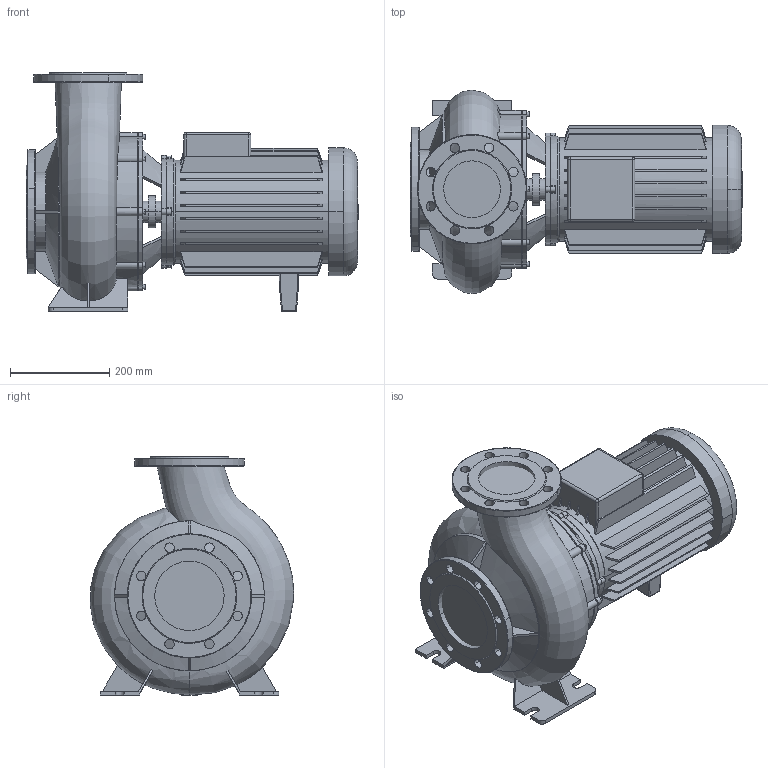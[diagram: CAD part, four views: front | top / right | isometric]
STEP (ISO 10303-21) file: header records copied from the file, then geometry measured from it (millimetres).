
FILE_DESCRIPTION((''),'2;1');
FILE_NAME('3d_BM100_220-7_5_4-2096605.stp','2011-01-26T14:43:36',(''),(''),'Mechanical Desktop 2008','Mechanical Desktop 2008',', , ');
FILE_SCHEMA(('CONFIG_CONTROL_DESIGN'));
Length unit declared in the file: millimetre
Products named in the file (1): Product
Bounding box: 668.5 x 409.5 x 480 mm (x, y, z)
Volume: 37964439 mm3; surface area: 1763327 mm2
Topology: 11 solids, 11 shells, 640 faces, 1667 edges, 1073 vertices
Faces by surface type: plane 286, bspline 175, cylinder 125, cone 44, sphere 8, torus 2
Entity records: 28750 total; most frequent: CARTESIAN_POINT 13746, ORIENTED_EDGE 3318, DIRECTION 2822, EDGE_CURVE 1659, VERTEX_POINT 1073, AXIS2_PLACEMENT_3D 964, VECTOR 894, LINE 894
